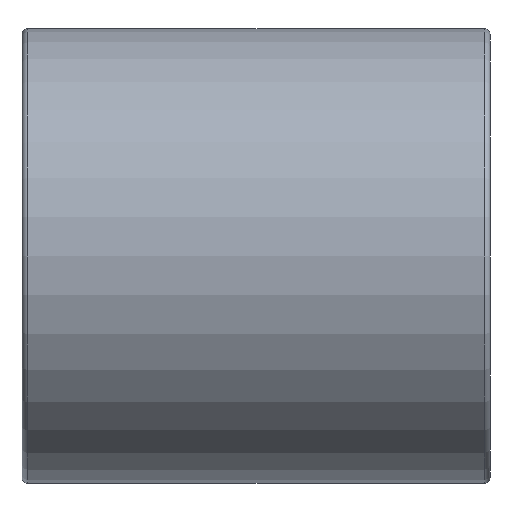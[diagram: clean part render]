
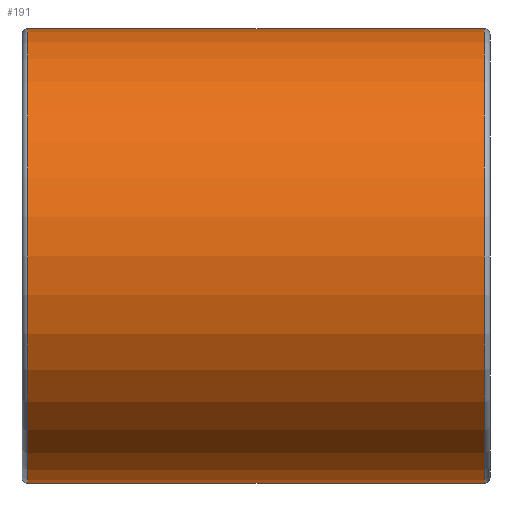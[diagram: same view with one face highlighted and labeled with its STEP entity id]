
A CAD part, front view. The second image highlights one B-rep face of the part: STEP entity #191.
In plain terms, the highlighted cylindrical face has radius 30.836 mm (diameter 61.671 mm), a partial arc.
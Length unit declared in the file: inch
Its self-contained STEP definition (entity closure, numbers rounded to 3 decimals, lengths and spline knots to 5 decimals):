
#6 = DIRECTION ( 'NONE',  ( 1., 0., 0. ) ) ;
#7 = CARTESIAN_POINT ( 'NONE',  ( 1.22, 1.226, 37.214 ) ) ;
#9 = EDGE_CURVE ( 'NONE', #303, #15, #198, .T. ) ;
#15 = VERTEX_POINT ( 'NONE', #7 ) ;
#17 = DIRECTION ( 'NONE',  ( 0., 0., -1. ) ) ;
#27 = ORIENTED_EDGE ( 'NONE', *, *, #155, .F. ) ;
#30 = DIRECTION ( 'NONE',  ( 1., 0., 0. ) ) ;
#37 = DIRECTION ( 'NONE',  ( 1., 0., 0. ) ) ;
#47 = EDGE_CURVE ( 'NONE', #182, #226, #101, .T. ) ;
#54 = DIRECTION ( 'NONE',  ( 0., 0., -1. ) ) ;
#57 = CARTESIAN_POINT ( 'NONE',  ( -1.22, 1.226, 34.786 ) ) ;
#65 = FACE_OUTER_BOUND ( 'NONE', #232, .T. ) ;
#73 = CYLINDRICAL_SURFACE ( 'NONE', #293, 1.214 ) ;
#88 = CARTESIAN_POINT ( 'NONE',  ( 1.22, 1.226, 34.786 ) ) ;
#95 = VECTOR ( 'NONE', #6, 39.37008 ) ;
#101 = LINE ( 'NONE', #286, #208 ) ;
#109 = CIRCLE ( 'NONE', #117, 1.214 ) ;
#117 = AXIS2_PLACEMENT_3D ( 'NONE', #235, #184, #152 ) ;
#124 = ORIENTED_EDGE ( 'NONE', *, *, #291, .T. ) ;
#138 = AXIS2_PLACEMENT_3D ( 'NONE', #321, #214, #17 ) ;
#152 = DIRECTION ( 'NONE',  ( 0., 0., -1. ) ) ;
#155 = EDGE_CURVE ( 'NONE', #15, #226, #161, .T. ) ;
#161 = CIRCLE ( 'NONE', #138, 1.214 ) ;
#174 = ORIENTED_EDGE ( 'NONE', *, *, #9, .F. ) ;
#182 = VERTEX_POINT ( 'NONE', #57 ) ;
#184 = DIRECTION ( 'NONE',  ( 1., 0., 0. ) ) ;
#191 = ADVANCED_FACE ( 'NONE', ( #65 ), #73, .T. ) ;
#198 = LINE ( 'NONE', #253, #95 ) ;
#208 = VECTOR ( 'NONE', #30, 39.37008 ) ;
#214 = DIRECTION ( 'NONE',  ( 1., 0., 0. ) ) ;
#226 = VERTEX_POINT ( 'NONE', #88 ) ;
#232 = EDGE_LOOP ( 'NONE', ( #174, #124, #316, #27 ) ) ;
#235 = CARTESIAN_POINT ( 'NONE',  ( -1.22, 1.226, 36. ) ) ;
#253 = CARTESIAN_POINT ( 'NONE',  ( 1.25, 1.226, 37.214 ) ) ;
#274 = CARTESIAN_POINT ( 'NONE',  ( 1.25, 1.226, 36. ) ) ;
#282 = CARTESIAN_POINT ( 'NONE',  ( -1.22, 1.226, 37.214 ) ) ;
#286 = CARTESIAN_POINT ( 'NONE',  ( 1.25, 1.226, 34.786 ) ) ;
#291 = EDGE_CURVE ( 'NONE', #303, #182, #109, .T. ) ;
#293 = AXIS2_PLACEMENT_3D ( 'NONE', #274, #37, #54 ) ;
#303 = VERTEX_POINT ( 'NONE', #282 ) ;
#316 = ORIENTED_EDGE ( 'NONE', *, *, #47, .T. ) ;
#321 = CARTESIAN_POINT ( 'NONE',  ( 1.22, 1.226, 36. ) ) ;
